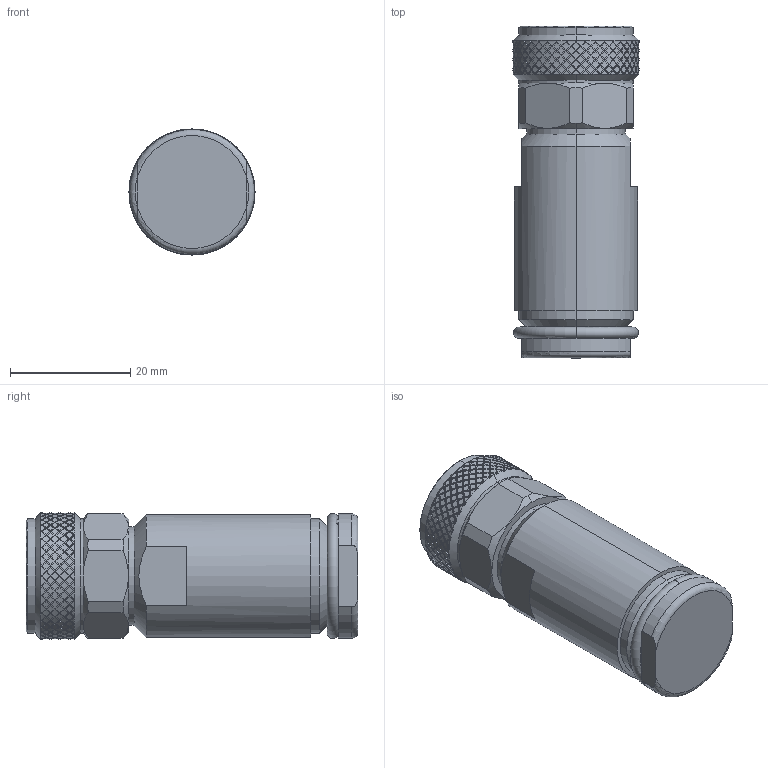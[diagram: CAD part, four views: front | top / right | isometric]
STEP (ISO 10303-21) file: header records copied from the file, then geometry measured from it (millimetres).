
FILE_DESCRIPTION((''),'2;1');
FILE_NAME('2','2021-08-11T',('Administrator'),(''),'PRO/ENGINEER BY PARAMETRIC TECHNOLOGY CORPORATION, 2012090','PRO/ENGINEER BY PARAMETRIC TECHNOLOGY CORPORATION, 2012090','');
FILE_SCHEMA(('CONFIG_CONTROL_DESIGN'));
Products named in the file (1): 2
Bounding box: 21 x 55.3 x 21 mm (x, y, z)
Volume: 15731.1 mm3; surface area: 5796.4 mm2
Topology: 1 solids, 1 shells, 2516 faces, 6007 edges, 3500 vertices
Faces by surface type: bspline 2044, cylinder 395, plane 49, cone 22, torus 4, sphere 2
Entity records: 126021 total; most frequent: CARTESIAN_POINT 84691, ORIENTED_EDGE 12014, EDGE_CURVE 6007, B_SPLINE_CURVE_WITH_KNOTS 4986, VERTEX_POINT 3500, EDGE_LOOP 2523, FACE_OUTER_BOUND 2516, ADVANCED_FACE 2516
